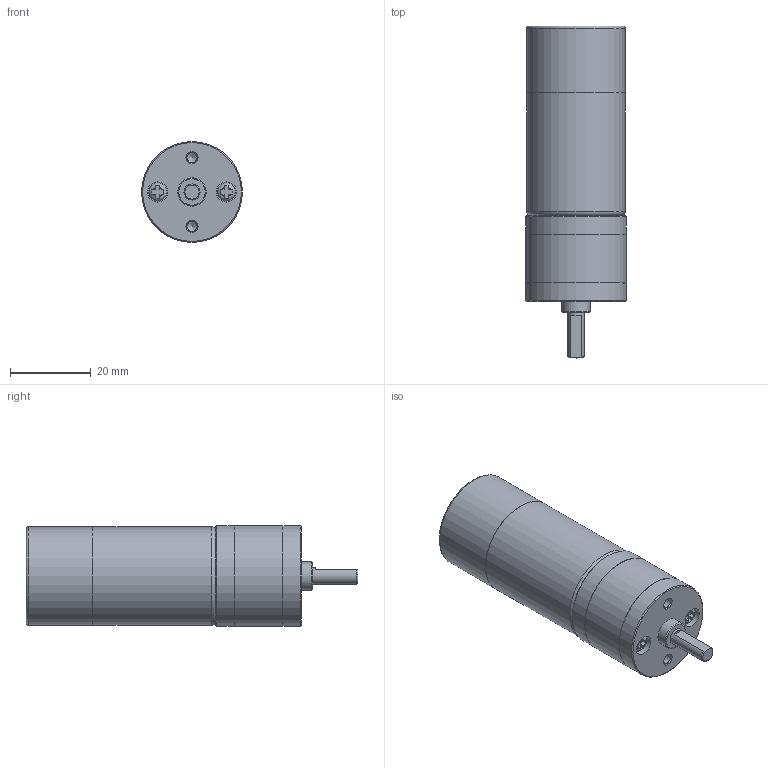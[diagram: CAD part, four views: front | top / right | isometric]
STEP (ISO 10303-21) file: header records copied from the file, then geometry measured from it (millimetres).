
FILE_DESCRIPTION(/* description */ ('STEP AP242','CAx-IF Rec.Pracs.---Representation and Presentation of Product Manufacturing Information (PMI)---4.0---2014-10-13','CAx-IF Rec.Pracs.---3D Tessellated Geometry---0.4---2014-09-14','2;1'),/* implementation_level */ '2;1');
FILE_NAME(/* name */ '6297a9debfc19e3dde5d3b15',/* time_stamp */ '2022-06-01T18:03:11+00:00',/* author */ (''),/* organization */ (''),/* preprocessor_version */ 'ST-DEVELOPER v18.102',/* originating_system */ ' ',/* authorisation */ ' ');
FILE_SCHEMA (('AP242_MANAGED_MODEL_BASED_3D_ENGINEERING_MIM_LF { 1 0 10303 442 1 1 4 }'));
Length unit declared in the file: metre
Products named in the file (1): Geared DC motor with encoder - TS-25GA370H
Bounding box: 25 x 82.25 x 25 mm (x, y, z)
Volume: 32506.9 mm3; surface area: 6793 mm2
Topology: 1 solids, 1 shells, 77 faces, 178 edges, 116 vertices
Faces by surface type: plane 49, cylinder 16, cone 8, torus 4
Full cylindrical faces by diameter (mm): 2.5 x2, 4 x1, 4.5 x2, 5 x2, 7 x1, 24.3 x1, 24.4 x2, 24.9 x2, 25 x3
Entity records: 2135 total; most frequent: CARTESIAN_POINT 409, DIRECTION 322, ORIENTED_EDGE 286, EDGE_CURVE 143, AXIS2_PLACEMENT_3D 127, FACE_BOUND 119, EDGE_LOOP 117, VERTEX_POINT 110
